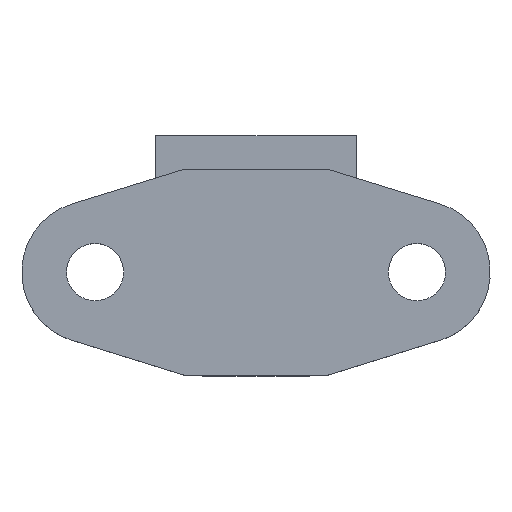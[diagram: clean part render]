
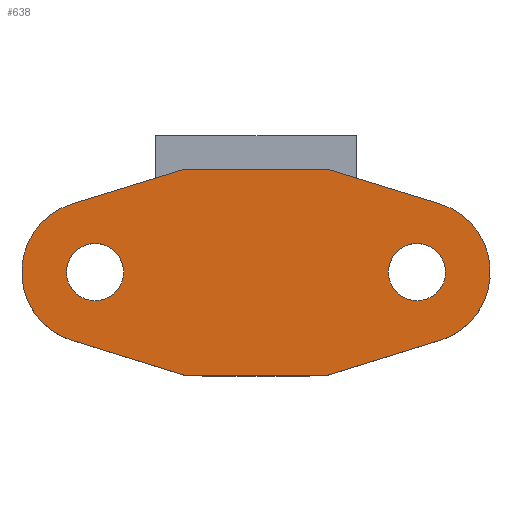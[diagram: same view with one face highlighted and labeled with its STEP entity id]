
A CAD part, top view. The second image highlights one B-rep face of the part: STEP entity #638.
In plain terms, the highlighted planar face has unit normal (0, 0, 1).
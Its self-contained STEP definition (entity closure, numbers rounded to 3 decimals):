
#19=FACE_BOUND('',#140,.T.);
#20=FACE_BOUND('',#141,.T.);
#56=PLANE('',#709);
#98=FACE_OUTER_BOUND('',#139,.T.);
#139=EDGE_LOOP('',(#558,#559,#560,#561,#562,#563,#564,#565));
#140=EDGE_LOOP('',(#566));
#141=EDGE_LOOP('',(#567));
#193=LINE('',#1084,#250);
#194=LINE('',#1088,#251);
#195=LINE('',#1090,#252);
#196=LINE('',#1092,#253);
#197=LINE('',#1096,#254);
#198=LINE('',#1097,#255);
#250=VECTOR('',#860,10.);
#251=VECTOR('',#863,10.);
#252=VECTOR('',#864,10.);
#253=VECTOR('',#865,10.);
#254=VECTOR('',#868,10.);
#255=VECTOR('',#869,10.);
#284=CIRCLE('',#710,4.);
#285=CIRCLE('',#711,4.);
#286=CIRCLE('',#712,1.6);
#287=CIRCLE('',#713,1.6);
#335=VERTEX_POINT('',#1082);
#336=VERTEX_POINT('',#1083);
#337=VERTEX_POINT('',#1085);
#338=VERTEX_POINT('',#1087);
#339=VERTEX_POINT('',#1089);
#340=VERTEX_POINT('',#1091);
#341=VERTEX_POINT('',#1093);
#342=VERTEX_POINT('',#1095);
#343=VERTEX_POINT('',#1098);
#344=VERTEX_POINT('',#1100);
#413=EDGE_CURVE('',#335,#336,#193,.T.);
#414=EDGE_CURVE('',#336,#337,#284,.T.);
#415=EDGE_CURVE('',#338,#337,#194,.T.);
#416=EDGE_CURVE('',#338,#339,#195,.T.);
#417=EDGE_CURVE('',#339,#340,#196,.T.);
#418=EDGE_CURVE('',#340,#341,#285,.T.);
#419=EDGE_CURVE('',#342,#341,#197,.T.);
#420=EDGE_CURVE('',#335,#342,#198,.T.);
#421=EDGE_CURVE('',#343,#343,#286,.T.);
#422=EDGE_CURVE('',#344,#344,#287,.T.);
#558=ORIENTED_EDGE('',*,*,#413,.T.);
#559=ORIENTED_EDGE('',*,*,#414,.T.);
#560=ORIENTED_EDGE('',*,*,#415,.F.);
#561=ORIENTED_EDGE('',*,*,#416,.T.);
#562=ORIENTED_EDGE('',*,*,#417,.T.);
#563=ORIENTED_EDGE('',*,*,#418,.T.);
#564=ORIENTED_EDGE('',*,*,#419,.F.);
#565=ORIENTED_EDGE('',*,*,#420,.F.);
#566=ORIENTED_EDGE('',*,*,#421,.T.);
#567=ORIENTED_EDGE('',*,*,#422,.T.);
#638=ADVANCED_FACE('',(#98,#19,#20),#56,.T.);
#709=AXIS2_PLACEMENT_3D('',#1081,#858,#859);
#710=AXIS2_PLACEMENT_3D('',#1086,#861,#862);
#711=AXIS2_PLACEMENT_3D('',#1094,#866,#867);
#712=AXIS2_PLACEMENT_3D('',#1099,#870,#871);
#713=AXIS2_PLACEMENT_3D('',#1101,#872,#873);
#858=DIRECTION('center_axis',(0.,0.,1.));
#859=DIRECTION('ref_axis',(1.,0.,0.));
#860=DIRECTION('',(0.955,0.296,0.));
#861=DIRECTION('center_axis',(0.,0.,1.));
#862=DIRECTION('ref_axis',(0.296,-0.955,0.));
#863=DIRECTION('',(0.956,-0.295,0.));
#864=DIRECTION('',(-1.,0.,0.));
#865=DIRECTION('',(-0.956,-0.295,0.));
#866=DIRECTION('center_axis',(0.,0.,1.));
#867=DIRECTION('ref_axis',(-0.295,0.956,0.));
#868=DIRECTION('',(-0.955,0.296,0.));
#869=DIRECTION('',(-1.,0.,0.));
#870=DIRECTION('center_axis',(0.,0.,-1.));
#871=DIRECTION('ref_axis',(1.,0.,0.));
#872=DIRECTION('center_axis',(0.,0.,-1.));
#873=DIRECTION('ref_axis',(1.,0.,0.));
#1081=CARTESIAN_POINT('Origin',(0.,5.765,
0.));
#1082=CARTESIAN_POINT('',(4.,0.,0.));
#1083=CARTESIAN_POINT('',(10.285,1.95,0.));
#1084=CARTESIAN_POINT('',(4.,0.,0.));
#1085=CARTESIAN_POINT('',(10.28,9.592,0.));
#1086=CARTESIAN_POINT('Origin',(9.1,5.77,0.));
#1087=CARTESIAN_POINT('',(4.,11.53,0.));
#1088=CARTESIAN_POINT('',(4.,11.53,0.));
#1089=CARTESIAN_POINT('',(-4.,11.53,0.));
#1090=CARTESIAN_POINT('',(4.,11.53,0.));
#1091=CARTESIAN_POINT('',(-10.28,9.592,0.));
#1092=CARTESIAN_POINT('',(-4.,11.53,0.));
#1093=CARTESIAN_POINT('',(-10.285,1.95,0.));
#1094=CARTESIAN_POINT('Origin',(-9.1,5.77,0.));
#1095=CARTESIAN_POINT('',(-4.,0.,0.));
#1096=CARTESIAN_POINT('',(-4.,0.,0.));
#1097=CARTESIAN_POINT('',(4.,0.,0.));
#1098=CARTESIAN_POINT('',(-10.6,5.77,0.));
#1099=CARTESIAN_POINT('Origin',(-9.,5.77,0.));
#1100=CARTESIAN_POINT('',(7.4,5.77,0.));
#1101=CARTESIAN_POINT('Origin',(9.,5.77,0.));
